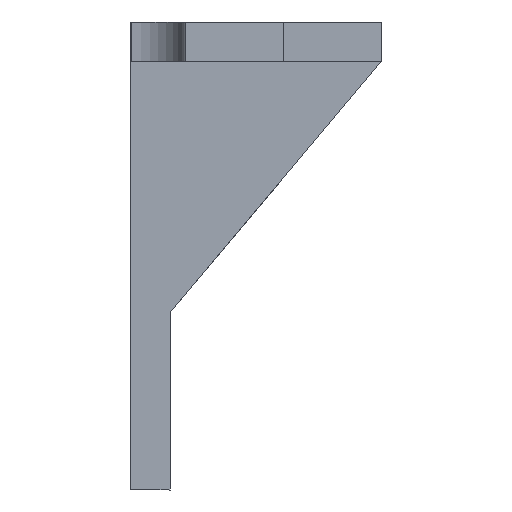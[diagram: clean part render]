
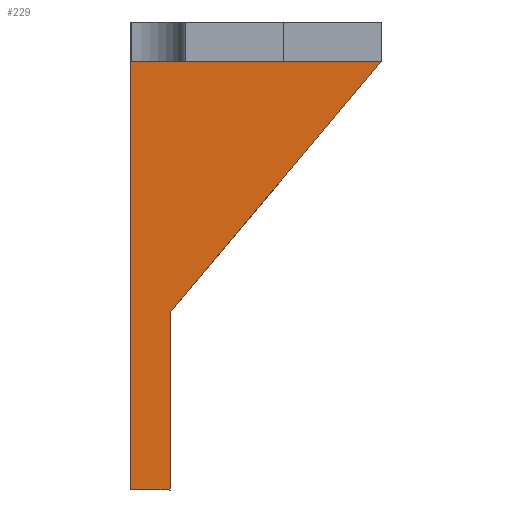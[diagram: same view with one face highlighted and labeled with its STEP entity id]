
A CAD part, front view. The second image highlights one B-rep face of the part: STEP entity #229.
In plain terms, the highlighted planar face has unit normal (0, -1, 0).
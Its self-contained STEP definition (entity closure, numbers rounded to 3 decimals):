
#5 = ORIENTED_EDGE ( 'NONE', *, *, #1508, .F. ) ;
#32 = ORIENTED_EDGE ( 'NONE', *, *, #162, .T. ) ;
#156 = LINE ( 'NONE', #506, #876 ) ;
#162 = EDGE_CURVE ( 'NONE', #1140, #838, #1966, .T. ) ;
#196 = DIRECTION ( 'NONE',  ( 0., 0., -1. ) ) ;
#229 = ADVANCED_FACE ( 'NONE', ( #1838 ), #1348, .T. ) ;
#241 = CARTESIAN_POINT ( 'NONE',  ( 43.079, -34., 59.339 ) ) ;
#256 = CARTESIAN_POINT ( 'NONE',  ( 51.079, -34., 0. ) ) ;
#461 = LINE ( 'NONE', #1809, #493 ) ;
#477 = CARTESIAN_POINT ( 'NONE',  ( 51., -34., 8. ) ) ;
#480 = DIRECTION ( 'NONE',  ( 1., 0., 0. ) ) ;
#493 = VECTOR ( 'NONE', #1368, 1000. ) ;
#506 = CARTESIAN_POINT ( 'NONE',  ( 43.079, -34., 95.501 ) ) ;
#521 = VERTEX_POINT ( 'NONE', #1786 ) ;
#597 = VECTOR ( 'NONE', #1411, 1000. ) ;
#661 = DIRECTION ( 'NONE',  ( 0., -1., 0. ) ) ;
#662 = DIRECTION ( 'NONE',  ( 1., 0., 0. ) ) ;
#685 = ORIENTED_EDGE ( 'NONE', *, *, #836, .T. ) ;
#690 = VERTEX_POINT ( 'NONE', #1978 ) ;
#706 = ORIENTED_EDGE ( 'NONE', *, *, #2029, .T. ) ;
#710 = CARTESIAN_POINT ( 'NONE',  ( 43.079, -34., 95.501 ) ) ;
#732 = LINE ( 'NONE', #710, #1764 ) ;
#756 = AXIS2_PLACEMENT_3D ( 'NONE', #978, #661, #196 ) ;
#836 = EDGE_CURVE ( 'NONE', #1143, #1228, #732, .T. ) ;
#838 = VERTEX_POINT ( 'NONE', #1524 ) ;
#858 = CARTESIAN_POINT ( 'NONE',  ( 43.079, -34., 95.501 ) ) ;
#876 = VECTOR ( 'NONE', #662, 1000. ) ;
#892 = CARTESIAN_POINT ( 'NONE',  ( 0., -34., 8. ) ) ;
#978 = CARTESIAN_POINT ( 'NONE',  ( 40., -34., 0. ) ) ;
#986 = CARTESIAN_POINT ( 'NONE',  ( 43.079, -34., 8. ) ) ;
#1007 = VECTOR ( 'NONE', #1310, 1000. ) ;
#1014 = EDGE_CURVE ( 'NONE', #1415, #838, #1484, .T. ) ;
#1140 = VERTEX_POINT ( 'NONE', #892 ) ;
#1143 = VERTEX_POINT ( 'NONE', #858 ) ;
#1151 = DIRECTION ( 'NONE',  ( -1., 0., 0. ) ) ;
#1182 = ORIENTED_EDGE ( 'NONE', *, *, #1977, .F. ) ;
#1228 = VERTEX_POINT ( 'NONE', #241 ) ;
#1310 = DIRECTION ( 'NONE',  ( 0., 0., 1. ) ) ;
#1334 = VECTOR ( 'NONE', #1151, 1000. ) ;
#1348 = PLANE ( 'NONE',  #756 ) ;
#1368 = DIRECTION ( 'NONE',  ( -0.643, 0., -0.766 ) ) ;
#1411 = DIRECTION ( 'NONE',  ( 0., 0., 1. ) ) ;
#1415 = VERTEX_POINT ( 'NONE', #1812 ) ;
#1484 = LINE ( 'NONE', #477, #1007 ) ;
#1508 = EDGE_CURVE ( 'NONE', #1143, #521, #156, .T. ) ;
#1524 = CARTESIAN_POINT ( 'NONE',  ( 51., -34., 8. ) ) ;
#1525 = CARTESIAN_POINT ( 'NONE',  ( 40., -34., 0. ) ) ;
#1547 = VECTOR ( 'NONE', #480, 1000. ) ;
#1728 = LINE ( 'NONE', #256, #597 ) ;
#1746 = EDGE_LOOP ( 'NONE', ( #1886, #1182, #706, #5, #685, #1931, #32 ) ) ;
#1764 = VECTOR ( 'NONE', #2030, 1000. ) ;
#1786 = CARTESIAN_POINT ( 'NONE',  ( 51.079, -34., 95.501 ) ) ;
#1809 = CARTESIAN_POINT ( 'NONE',  ( 0., -34., 8. ) ) ;
#1812 = CARTESIAN_POINT ( 'NONE',  ( 51., -34., 0. ) ) ;
#1838 = FACE_OUTER_BOUND ( 'NONE', #1746, .T. ) ;
#1886 = ORIENTED_EDGE ( 'NONE', *, *, #1014, .F. ) ;
#1931 = ORIENTED_EDGE ( 'NONE', *, *, #1988, .T. ) ;
#1948 = LINE ( 'NONE', #1525, #1334 ) ;
#1966 = LINE ( 'NONE', #986, #1547 ) ;
#1977 = EDGE_CURVE ( 'NONE', #690, #1415, #1948, .T. ) ;
#1978 = CARTESIAN_POINT ( 'NONE',  ( 51.079, -34., 0. ) ) ;
#1988 = EDGE_CURVE ( 'NONE', #1228, #1140, #461, .T. ) ;
#2029 = EDGE_CURVE ( 'NONE', #690, #521, #1728, .T. ) ;
#2030 = DIRECTION ( 'NONE',  ( 0., 0., -1. ) ) ;
